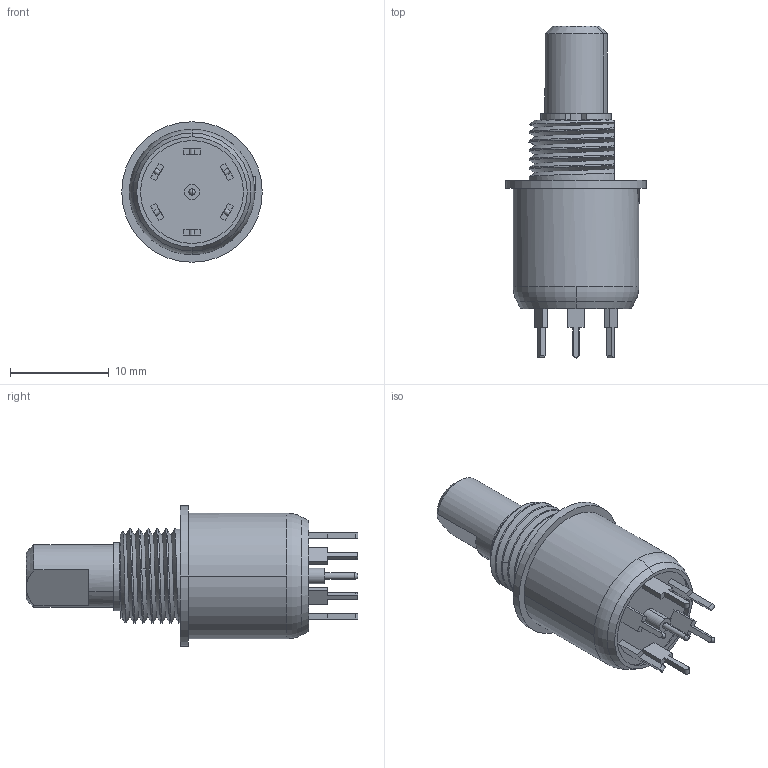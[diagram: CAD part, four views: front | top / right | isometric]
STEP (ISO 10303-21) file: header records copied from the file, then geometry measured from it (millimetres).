
FILE_DESCRIPTION((''),'2;1');
FILE_NAME('50KSPT60-01-1-XXX_ASM','2018-01-10T',('jjanota'),(''),'PRO/ENGINEER BY PARAMETRIC TECHNOLOGY CORPORATION, 2016100','PRO/ENGINEER BY PARAMETRIC TECHNOLOGY CORPORATION, 2016100','');
FILE_SCHEMA(('CONFIG_CONTROL_DESIGN'));
Length unit declared in the file: inch
Products named in the file (3): 50KPT60-01-1-XX_SW0001; 51M5008; 50KSPT60-01-1-XXX_ASM
Assembly tree (2 placements, depth 2):
  50KSPT60-01-1-XXX_ASM
    50KPT60-01-1-XX_SW0001
    51M5008
Bounding box: 14.22 x 33.6 x 14.22 mm (x, y, z)
Volume: 56.2 mm3; surface area: 1585.8 mm2
Topology: 1 solids, 12 shells, 126 faces, 354 edges, 243 vertices
Faces by surface type: plane 68, cylinder 29, bspline 16, cone 9, torus 2, sphere 2
Entity records: 9039 total; most frequent: CARTESIAN_POINT 5824, ORIENTED_EDGE 631, DIRECTION 599, EDGE_CURVE 352, VERTEX_POINT 243, VECTOR 217, LINE 217, AXIS2_PLACEMENT_3D 191
